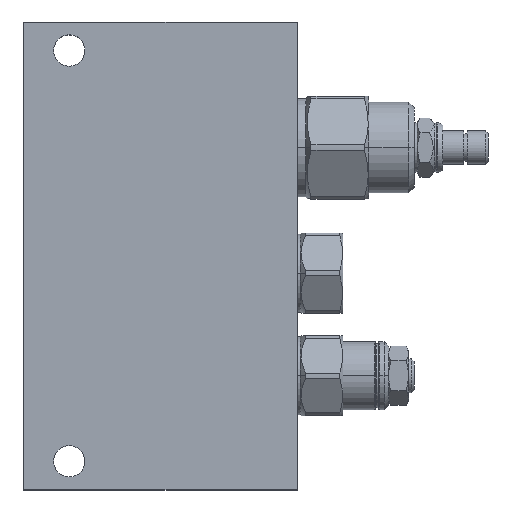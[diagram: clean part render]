
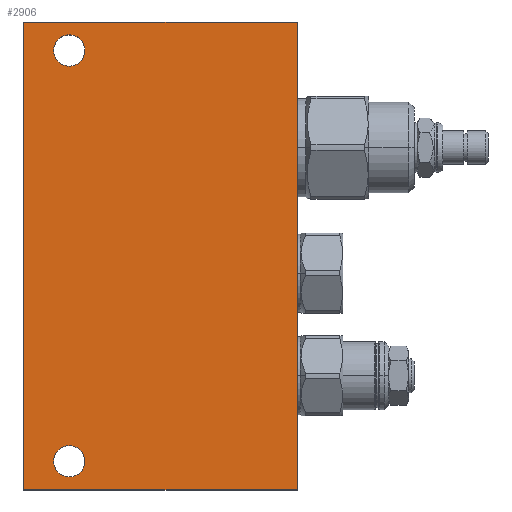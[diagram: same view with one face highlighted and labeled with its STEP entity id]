
A CAD part, top view. The second image highlights one B-rep face of the part: STEP entity #2906.
In plain terms, the highlighted planar face has unit normal (0, 0, 1).
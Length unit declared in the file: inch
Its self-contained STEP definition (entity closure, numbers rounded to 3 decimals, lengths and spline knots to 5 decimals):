
#123=DIRECTION('',(0.,-1.,0.));
#124=VECTOR('',#123,5.125);
#125=CARTESIAN_POINT('',(0.,0.,1.5));
#126=LINE('',#125,#124);
#127=DIRECTION('',(-1.,0.,0.));
#128=VECTOR('',#127,3.);
#129=CARTESIAN_POINT('',(3.,0.,1.5));
#130=LINE('',#129,#128);
#131=DIRECTION('',(0.,1.,0.));
#132=VECTOR('',#131,5.125);
#133=CARTESIAN_POINT('',(3.,-5.125,1.5));
#134=LINE('',#133,#132);
#135=DIRECTION('',(1.,0.,0.));
#136=VECTOR('',#135,3.);
#137=CARTESIAN_POINT('',(0.,-5.125,1.5));
#138=LINE('',#137,#136);
#139=CARTESIAN_POINT('',(0.5,-0.312,1.5));
#140=DIRECTION('',(0.,0.,-1.));
#141=DIRECTION('',(-1.,0.,0.));
#142=AXIS2_PLACEMENT_3D('',#139,#140,#141);
#144=CARTESIAN_POINT('',(0.5,-0.312,1.5));
#145=DIRECTION('',(0.,0.,-1.));
#146=DIRECTION('',(1.,0.,0.));
#147=AXIS2_PLACEMENT_3D('',#144,#145,#146);
#149=CARTESIAN_POINT('',(0.5,-4.812,1.5));
#150=DIRECTION('',(0.,0.,-1.));
#151=DIRECTION('',(-1.,0.,0.));
#152=AXIS2_PLACEMENT_3D('',#149,#150,#151);
#154=CARTESIAN_POINT('',(0.5,-4.812,1.5));
#155=DIRECTION('',(0.,0.,-1.));
#156=DIRECTION('',(1.,0.,0.));
#157=AXIS2_PLACEMENT_3D('',#154,#155,#156);
#2413=CARTESIAN_POINT('',(0.,0.,1.5));
#2414=CARTESIAN_POINT('',(0.,-5.125,1.5));
#2415=VERTEX_POINT('',#2413);
#2416=VERTEX_POINT('',#2414);
#2417=CARTESIAN_POINT('',(3.,-5.125,1.5));
#2418=VERTEX_POINT('',#2417);
#2419=CARTESIAN_POINT('',(3.,0.,1.5));
#2420=VERTEX_POINT('',#2419);
#2425=CARTESIAN_POINT('',(0.328,-0.312,1.5));
#2426=CARTESIAN_POINT('',(0.672,-0.312,1.5));
#2427=VERTEX_POINT('',#2425);
#2428=VERTEX_POINT('',#2426);
#2433=CARTESIAN_POINT('',(0.328,-4.812,1.5));
#2434=CARTESIAN_POINT('',(0.672,-4.812,1.5));
#2435=VERTEX_POINT('',#2433);
#2436=VERTEX_POINT('',#2434);
#2883=CARTESIAN_POINT('',(0.,0.,1.5));
#2884=DIRECTION('',(0.,0.,1.));
#2885=DIRECTION('',(1.,0.,0.));
#2886=AXIS2_PLACEMENT_3D('',#2883,#2884,#2885);
#2887=PLANE('',#2886);
#2888=ORIENTED_EDGE('',*,*,#2793,.F.);
#2889=ORIENTED_EDGE('',*,*,#2820,.F.);
#2890=ORIENTED_EDGE('',*,*,#2840,.F.);
#2891=ORIENTED_EDGE('',*,*,#2871,.F.);
#2892=EDGE_LOOP('',(#2888,#2889,#2890,#2891));
#2893=FACE_OUTER_BOUND('',#2892,.F.);
#2895=ORIENTED_EDGE('',*,*,#2894,.F.);
#2897=ORIENTED_EDGE('',*,*,#2896,.F.);
#2898=EDGE_LOOP('',(#2895,#2897));
#2899=FACE_BOUND('',#2898,.F.);
#2901=ORIENTED_EDGE('',*,*,#2900,.F.);
#2903=ORIENTED_EDGE('',*,*,#2902,.F.);
#2904=EDGE_LOOP('',(#2901,#2903));
#2905=FACE_BOUND('',#2904,.F.);
#2906=ADVANCED_FACE('',(#2893,#2899,#2905),#2887,.T.);
#143=CIRCLE('',#142,0.172);
#148=CIRCLE('',#147,0.172);
#153=CIRCLE('',#152,0.172);
#158=CIRCLE('',#157,0.172);
#2793=EDGE_CURVE('',#2415,#2416,#126,.T.);
#2820=EDGE_CURVE('',#2420,#2415,#130,.T.);
#2840=EDGE_CURVE('',#2418,#2420,#134,.T.);
#2871=EDGE_CURVE('',#2416,#2418,#138,.T.);
#2894=EDGE_CURVE('',#2427,#2428,#143,.T.);
#2896=EDGE_CURVE('',#2428,#2427,#148,.T.);
#2900=EDGE_CURVE('',#2435,#2436,#153,.T.);
#2902=EDGE_CURVE('',#2436,#2435,#158,.T.);
